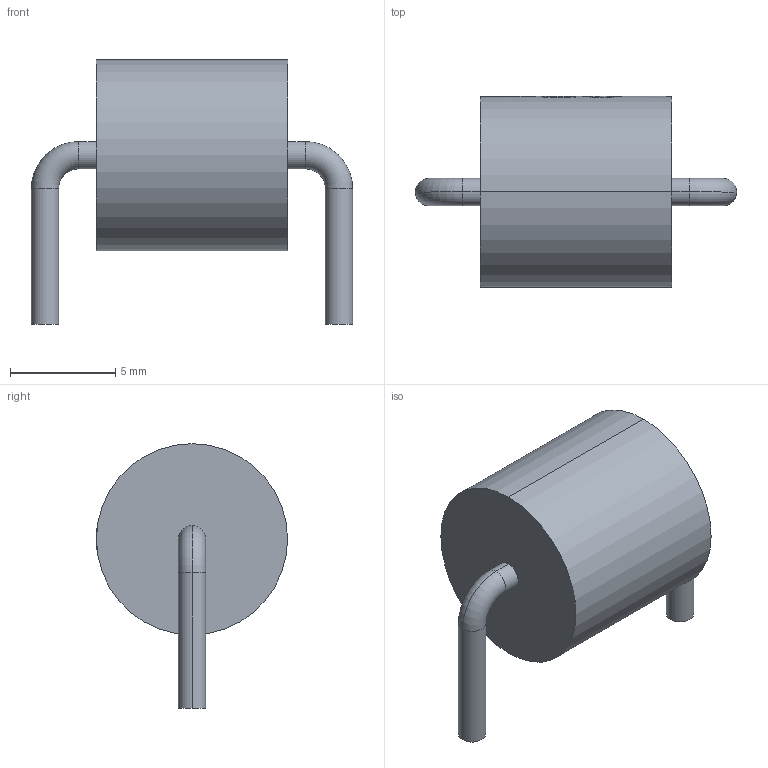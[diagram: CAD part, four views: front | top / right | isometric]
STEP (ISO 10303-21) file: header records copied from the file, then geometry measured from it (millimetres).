
FILE_DESCRIPTION (( 'STEP AP214' ), '1' );
FILE_NAME ('P600_BD8.9-L8.9-P12.90-D1.4-BI.step', '2022-08-04T05:43:25', ( '' ), ( '' ), 'SwSTEP 2.0', 'SolidWorks 2020', '' );
FILE_SCHEMA (( 'AUTOMOTIVE_DESIGN' ));
Length unit declared in the file: millimetre
Products named in the file (1): P600_BD8.9-L8.9-P12.90-D1.4-BI
Bounding box: 15.3 x 9.1 x 12.6 mm (x, y, z)
Volume: 617.9 mm3; surface area: 470.7 mm2
Topology: 1 solids, 1 shells, 244 faces, 651 edges, 430 vertices
Faces by surface type: bspline 121, plane 90, cylinder 29, torus 4
Entity records: 11153 total; most frequent: CARTESIAN_POINT 3619, ORIENTED_EDGE 1302, EDGE_CURVE 651, DIRECTION 599, VERTEX_POINT 430, B_SPLINE_CURVE_WITH_KNOTS 394, EDGE_LOOP 265, ADVANCED_FACE 244
